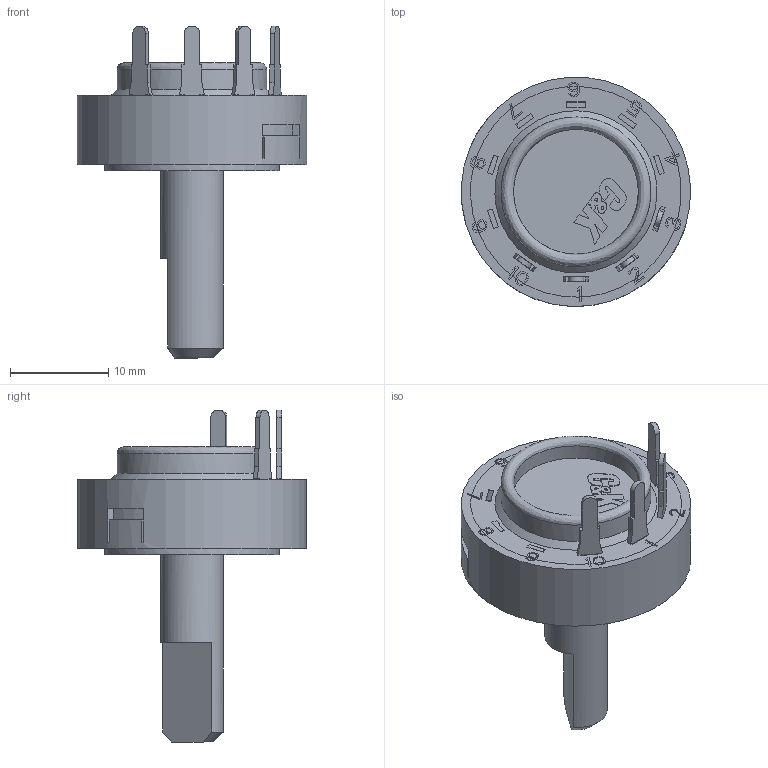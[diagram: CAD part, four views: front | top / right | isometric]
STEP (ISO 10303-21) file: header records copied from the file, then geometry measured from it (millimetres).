
FILE_DESCRIPTION(/* description */ (''),/* implementation_level */ '2;1');
FILE_NAME(/* name */ 'switch radial - R10307RN02Q',/* time_stamp */ '2025-01-16T13:37:59-08:00',/* author */ (''),/* organization */ (''),/* preprocessor_version */ 'ST-DEVELOPER v16.5',/* originating_system */ 'Rhino 7.37',/* authorisation */ '');
FILE_SCHEMA (('CONFIG_CONTROL_DESIGN'));
Length unit declared in the file: millimetre
Products named in the file (1): Document
Bounding box: 23.34 x 23.33 x 33.81 mm (x, y, z)
Volume: 1892.4 mm3; surface area: 3411.1 mm2
Topology: 9 solids, 9 shells, 649 faces, 1911 edges, 1268 vertices
Faces by surface type: plane 588, bspline 31, cylinder 30
Full cylindrical faces by diameter (mm): 6.35 x1, 6.553 x1, 12.7 x1, 15.24 x1, 17.78 x1, 21.466 x1, 21.488 x1, 23.368 x1
Entity records: 19541 total; most frequent: CARTESIAN_POINT 6734, ORIENTED_EDGE 3822, EDGE_CURVE 1911, B_SPLINE_CURVE_WITH_KNOTS 1785, VERTEX_POINT 1268, EDGE_LOOP 695, ADVANCED_FACE 649, FACE_OUTER_BOUND 649
